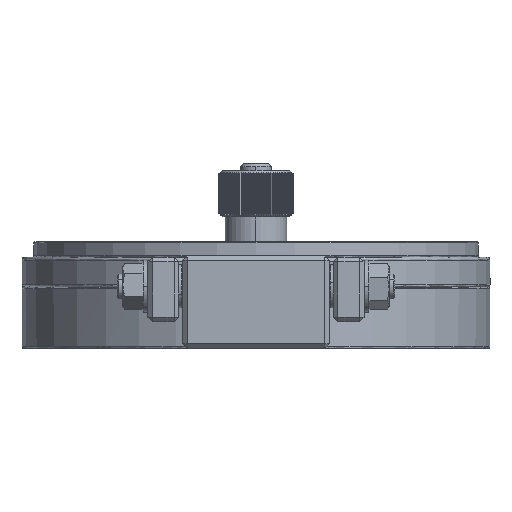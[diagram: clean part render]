
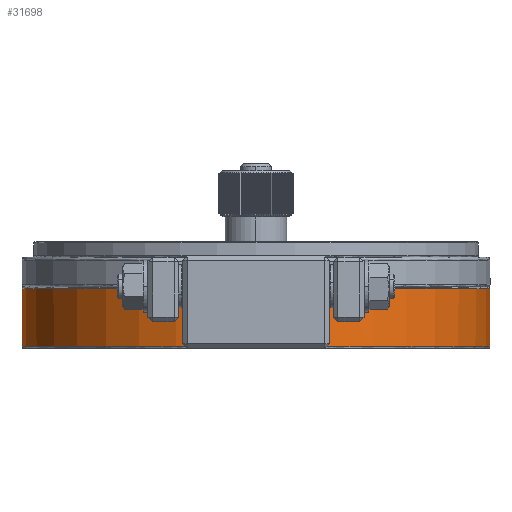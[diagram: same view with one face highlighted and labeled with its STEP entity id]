
A CAD part, left-side view. The second image highlights one B-rep face of the part: STEP entity #31698.
In plain terms, the highlighted cylindrical face has radius 75.8 mm (diameter 151.6 mm), a partial arc.
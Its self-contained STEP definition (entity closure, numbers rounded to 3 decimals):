
#738 = DIRECTION ( 'NONE',  ( 1., 0., 0. ) ) ;
#4152 = DIRECTION ( 'NONE',  ( 0., 0., -1. ) ) ;
#4641 = CARTESIAN_POINT ( 'NONE',  ( 19.31, 0., 75.8 ) ) ;
#5227 = ORIENTED_EDGE ( 'NONE', *, *, #31843, .T. ) ;
#6022 = ORIENTED_EDGE ( 'NONE', *, *, #11312, .T. ) ;
#7561 = CARTESIAN_POINT ( 'NONE',  ( 0.6, 0., -75.8 ) ) ;
#8013 = VECTOR ( 'NONE', #19741, 1000. ) ;
#8078 = CARTESIAN_POINT ( 'NONE',  ( 0.6, 0., -75.8 ) ) ;
#8828 = ORIENTED_EDGE ( 'NONE', *, *, #36066, .T. ) ;
#9493 = LINE ( 'NONE', #15909, #8013 ) ;
#10177 = CARTESIAN_POINT ( 'NONE',  ( 0.5, 0.539, -75.798 ) ) ;
#10562 = FACE_OUTER_BOUND ( 'NONE', #31973, .T. ) ;
#11312 = EDGE_CURVE ( 'NONE', #25838, #15440, #25756, .T. ) ;
#12255 = CARTESIAN_POINT ( 'NONE',  ( 0.5, 0.539, -75.798 ) ) ;
#12841 = VECTOR ( 'NONE', #29114, 1000. ) ;
#13358 = CARTESIAN_POINT ( 'NONE',  ( 0.6, 0., 75.8 ) ) ;
#13372 = CARTESIAN_POINT ( 'NONE',  ( 19.31, 0., 0. ) ) ;
#13576 = CYLINDRICAL_SURFACE ( 'NONE', #37319, 75.8 ) ;
#13597 = DIRECTION ( 'NONE',  ( 0., 0., -1. ) ) ;
#13942 = CARTESIAN_POINT ( 'NONE',  ( 0.5, 0.539, 75.798 ) ) ;
#15440 = VERTEX_POINT ( 'NONE', #12255 ) ;
#15909 = CARTESIAN_POINT ( 'NONE',  ( 9.905, 0., -75.8 ) ) ;
#16299 = ORIENTED_EDGE ( 'NONE', *, *, #24668, .T. ) ;
#18938 = AXIS2_PLACEMENT_3D ( 'NONE', #13372, #32917, #13597 ) ;
#19444 = LINE ( 'NONE', #32782, #12841 ) ;
#19706 = CARTESIAN_POINT ( 'NONE',  ( 0.5, 0.539, 75.798 ) ) ;
#19741 = DIRECTION ( 'NONE',  ( 1., 0., 0. ) ) ;
#21286 = ORIENTED_EDGE ( 'NONE', *, *, #32284, .F. ) ;
#21769 = VERTEX_POINT ( 'NONE', #27113 ) ;
#22700 = VERTEX_POINT ( 'NONE', #19706 ) ;
#23180 = CARTESIAN_POINT ( 'NONE',  ( 0.6, 0.184, 75.8 ) ) ;
#23634 = CARTESIAN_POINT ( 'NONE',  ( 0.6, 0.184, -75.8 ) ) ;
#23803 = CARTESIAN_POINT ( 'NONE',  ( 0.6, 0., 75.8 ) ) ;
#23874 = EDGE_CURVE ( 'NONE', #15440, #22700, #33984, .T. ) ;
#24068 = CARTESIAN_POINT ( 'NONE',  ( 0.566, 0.366, -75.799 ) ) ;
#24668 = EDGE_CURVE ( 'NONE', #37392, #21769, #37466, .T. ) ;
#25447 = B_SPLINE_CURVE_WITH_KNOTS ( 'NONE', 3,
 ( #13942, #33694, #23180, #23803 ),
 .UNSPECIFIED., .F., .F.,
 ( 4, 4 ),
 ( 0., 0.001 ),
 .UNSPECIFIED. ) ;
#25756 = B_SPLINE_CURVE_WITH_KNOTS ( 'NONE', 3,
 ( #7561, #23634, #24068, #10177 ),
 .UNSPECIFIED., .F., .F.,
 ( 4, 4 ),
 ( 0.001, 0.001 ),
 .UNSPECIFIED. ) ;
#25838 = VERTEX_POINT ( 'NONE', #8078 ) ;
#26698 = CARTESIAN_POINT ( 'NONE',  ( 9.905, 0., 0. ) ) ;
#27113 = CARTESIAN_POINT ( 'NONE',  ( 19.31, 0., -75.8 ) ) ;
#28460 = ORIENTED_EDGE ( 'NONE', *, *, #23874, .T. ) ;
#29114 = DIRECTION ( 'NONE',  ( 1., 0., 0. ) ) ;
#31698 = ADVANCED_FACE ( 'NONE', ( #10562 ), #13576, .T. ) ;
#31843 = EDGE_CURVE ( 'NONE', #22700, #37624, #25447, .T. ) ;
#31973 = EDGE_LOOP ( 'NONE', ( #5227, #8828, #16299, #21286, #6022, #28460 ) ) ;
#32284 = EDGE_CURVE ( 'NONE', #25838, #21769, #9493, .T. ) ;
#32782 = CARTESIAN_POINT ( 'NONE',  ( 9.905, 0., 75.8 ) ) ;
#32917 = DIRECTION ( 'NONE',  ( -1., 0., 0. ) ) ;
#33509 = CARTESIAN_POINT ( 'NONE',  ( 0.5, 0., 0. ) ) ;
#33534 = DIRECTION ( 'NONE',  ( 0., 0., -1. ) ) ;
#33694 = CARTESIAN_POINT ( 'NONE',  ( 0.567, 0.366, 75.799 ) ) ;
#33984 = CIRCLE ( 'NONE', #41529, 75.8 ) ;
#36066 = EDGE_CURVE ( 'NONE', #37624, #37392, #19444, .T. ) ;
#37319 = AXIS2_PLACEMENT_3D ( 'NONE', #26698, #738, #33534 ) ;
#37392 = VERTEX_POINT ( 'NONE', #4641 ) ;
#37466 = CIRCLE ( 'NONE', #18938, 75.8 ) ;
#37624 = VERTEX_POINT ( 'NONE', #13358 ) ;
#40376 = DIRECTION ( 'NONE',  ( 1., 0., 0. ) ) ;
#41529 = AXIS2_PLACEMENT_3D ( 'NONE', #33509, #40376, #4152 ) ;
